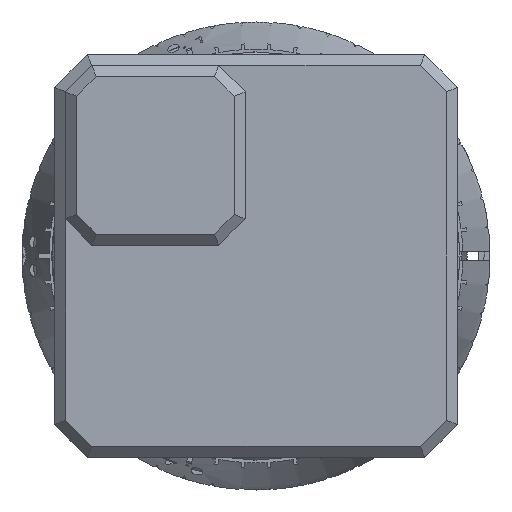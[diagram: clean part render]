
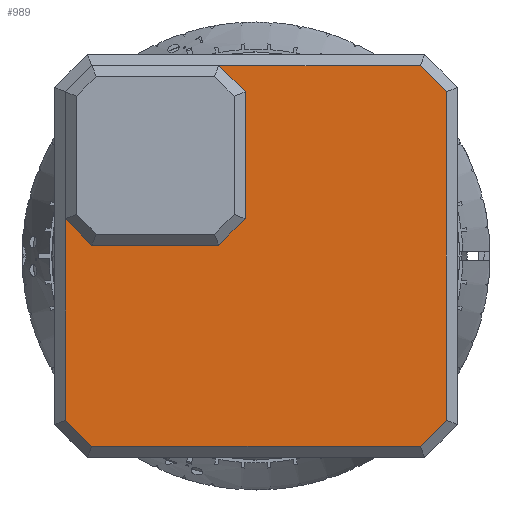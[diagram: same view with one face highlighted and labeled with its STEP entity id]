
A CAD part, left-side view. The second image highlights one B-rep face of the part: STEP entity #989.
In plain terms, the highlighted planar face has unit normal (-1, 0, 0).
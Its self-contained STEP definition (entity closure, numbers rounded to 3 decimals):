
#78=DIRECTION('',(0.,1.,0.));
#79=VECTOR('',#78,60.343);
#80=CARTESIAN_POINT('',(0.,-30.172,-35.));
#81=LINE('',#80,#79);
#90=DIRECTION('',(0.,0.,1.));
#91=VECTOR('',#90,37.);
#92=CARTESIAN_POINT('',(0.,35.,-30.172));
#93=LINE('',#92,#91);
#106=DIRECTION('',(0.,0.707,0.707));
#107=VECTOR('',#106,6.828);
#108=CARTESIAN_POINT('',(0.,-35.,30.172));
#109=LINE('',#108,#107);
#110=DIRECTION('',(0.,-0.707,0.707));
#111=VECTOR('',#110,6.828);
#112=CARTESIAN_POINT('',(0.,-30.172,-35.));
#113=LINE('',#112,#111);
#114=DIRECTION('',(0.,-0.707,-0.707));
#115=VECTOR('',#114,6.828);
#116=CARTESIAN_POINT('',(0.,35.,-30.172));
#117=LINE('',#116,#115);
#118=DIRECTION('',(0.,0.707,0.707));
#119=VECTOR('',#118,6.828);
#120=CARTESIAN_POINT('',(0.,30.172,2.));
#121=LINE('',#120,#119);
#122=DIRECTION('',(0.,1.,0.));
#123=VECTOR('',#122,23.343);
#124=CARTESIAN_POINT('',(0.,6.828,2.));
#125=LINE('',#124,#123);
#126=DIRECTION('',(0.,0.707,-0.707));
#127=VECTOR('',#126,6.828);
#128=CARTESIAN_POINT('',(0.,2.,6.828));
#129=LINE('',#128,#127);
#130=DIRECTION('',(0.,0.,-1.));
#131=VECTOR('',#130,23.343);
#132=CARTESIAN_POINT('',(0.,2.,30.172));
#133=LINE('',#132,#131);
#134=DIRECTION('',(0.,-0.707,-0.707));
#135=VECTOR('',#134,6.828);
#136=CARTESIAN_POINT('',(0.,6.828,35.));
#137=LINE('',#136,#135);
#146=DIRECTION('',(0.,0.,-1.));
#147=VECTOR('',#146,60.343);
#148=CARTESIAN_POINT('',(0.,-35.,30.172));
#149=LINE('',#148,#147);
#158=DIRECTION('',(0.,-1.,0.));
#159=VECTOR('',#158,37.);
#160=CARTESIAN_POINT('',(0.,6.828,35.));
#161=LINE('',#160,#159);
#624=CARTESIAN_POINT('',(0.,6.828,35.));
#625=VERTEX_POINT('',#624);
#630=CARTESIAN_POINT('',(0.,2.,30.172));
#631=VERTEX_POINT('',#630);
#648=CARTESIAN_POINT('',(0.,2.,6.828));
#649=VERTEX_POINT('',#648);
#676=CARTESIAN_POINT('',(0.,-35.,30.172));
#677=VERTEX_POINT('',#676);
#692=CARTESIAN_POINT('',(0.,35.,-30.172));
#693=CARTESIAN_POINT('',(0.,35.,6.828));
#694=VERTEX_POINT('',#692);
#695=VERTEX_POINT('',#693);
#696=CARTESIAN_POINT('',(0.,-30.172,-35.));
#698=VERTEX_POINT('',#696);
#704=CARTESIAN_POINT('',(0.,30.172,2.));
#705=VERTEX_POINT('',#704);
#720=CARTESIAN_POINT('',(0.,-30.172,35.));
#721=VERTEX_POINT('',#720);
#732=CARTESIAN_POINT('',(0.,-35.,-30.172));
#733=VERTEX_POINT('',#732);
#734=CARTESIAN_POINT('',(0.,30.172,-35.));
#735=VERTEX_POINT('',#734);
#736=CARTESIAN_POINT('',(0.,6.828,2.));
#737=VERTEX_POINT('',#736);
#962=CARTESIAN_POINT('',(0.,0.,0.));
#963=DIRECTION('',(1.,0.,0.));
#964=DIRECTION('',(0.,0.,-1.));
#965=AXIS2_PLACEMENT_3D('',#962,#963,#964);
#966=PLANE('',#965);
#968=ORIENTED_EDGE('',*,*,#967,.F.);
#970=ORIENTED_EDGE('',*,*,#969,.T.);
#971=ORIENTED_EDGE('',*,*,#910,.F.);
#972=ORIENTED_EDGE('',*,*,#927,.T.);
#973=ORIENTED_EDGE('',*,*,#941,.F.);
#974=ORIENTED_EDGE('',*,*,#951,.T.);
#976=ORIENTED_EDGE('',*,*,#975,.F.);
#978=ORIENTED_EDGE('',*,*,#977,.F.);
#980=ORIENTED_EDGE('',*,*,#979,.F.);
#982=ORIENTED_EDGE('',*,*,#981,.F.);
#984=ORIENTED_EDGE('',*,*,#983,.F.);
#986=ORIENTED_EDGE('',*,*,#985,.T.);
#987=EDGE_LOOP('',(#968,#970,#971,#972,#973,#974,#976,#978,#980,#982,#984,
#986));
#988=FACE_OUTER_BOUND('',#987,.F.);
#989=ADVANCED_FACE('',(#988),#966,.F.);
#910=EDGE_CURVE('',#698,#733,#113,.T.);
#927=EDGE_CURVE('',#698,#735,#81,.T.);
#941=EDGE_CURVE('',#694,#735,#117,.T.);
#951=EDGE_CURVE('',#694,#695,#93,.T.);
#967=EDGE_CURVE('',#677,#721,#109,.T.);
#969=EDGE_CURVE('',#677,#733,#149,.T.);
#975=EDGE_CURVE('',#705,#695,#121,.T.);
#977=EDGE_CURVE('',#737,#705,#125,.T.);
#979=EDGE_CURVE('',#649,#737,#129,.T.);
#981=EDGE_CURVE('',#631,#649,#133,.T.);
#983=EDGE_CURVE('',#625,#631,#137,.T.);
#985=EDGE_CURVE('',#625,#721,#161,.T.);
